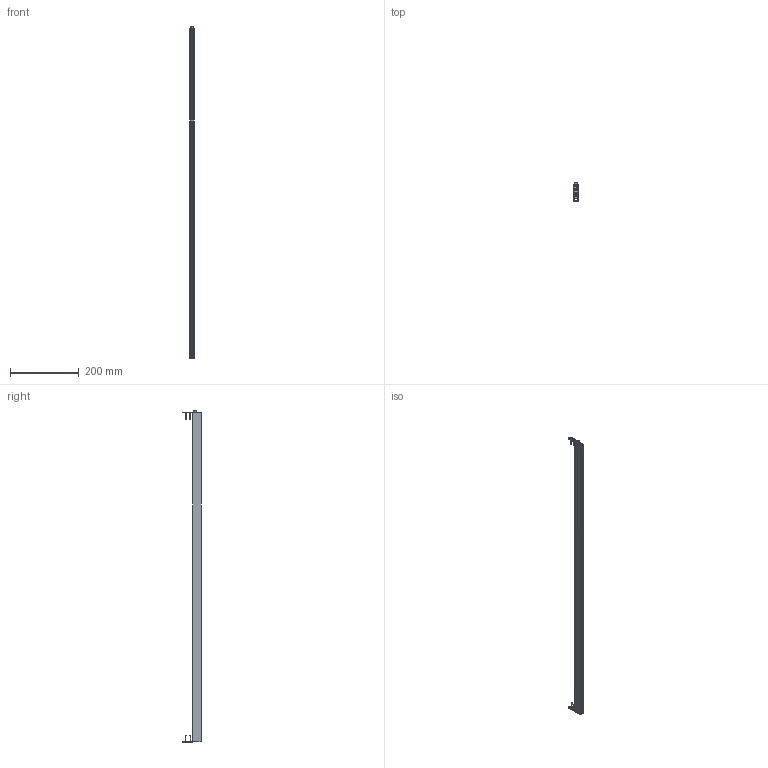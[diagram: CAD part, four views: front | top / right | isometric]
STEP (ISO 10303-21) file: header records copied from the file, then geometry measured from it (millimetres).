
FILE_DESCRIPTION (( 'STEP AP203' ), '1' );
FILE_NAME ('KT960.STEP', '2024-12-31T12:29:14', ( '' ), ( '' ), 'SwSTEP 2.0', 'SolidWorks 2023', '' );
FILE_SCHEMA (( 'CONFIG_CONTROL_DESIGN' ));
Length unit declared in the file: millimetre
Products named in the file (6): Innengeometrie_KT_960; Betätigungsteil_KT; KT960; Haltewinkel_KT_01; Aussengehäuse_KT_960; Schraube d3x20_01
Assembly tree (9 placements, depth 2):
  KT960
    Aussengehäuse_KT_960
    Innengeometrie_KT_960
    Betätigungsteil_KT
    Haltewinkel_KT_01  x2
    Schraube d3x20_01  x4
Bounding box: 13.2 x 53.04 x 967 mm (x, y, z)
Volume: 169158.8 mm3; surface area: 267115.4 mm2
Topology: 24 solids, 24 shells, 1165 faces, 3221 edges, 2132 vertices
Faces by surface type: plane 541, bspline 502, cylinder 96, cone 24, torus 2
Entity records: 46765 total; most frequent: CARTESIAN_POINT 26377, ORIENTED_EDGE 4816, DIRECTION 2652, EDGE_CURVE 2408, VERTEX_POINT 1601, VECTOR 1494, LINE 1494, EDGE_LOOP 967
